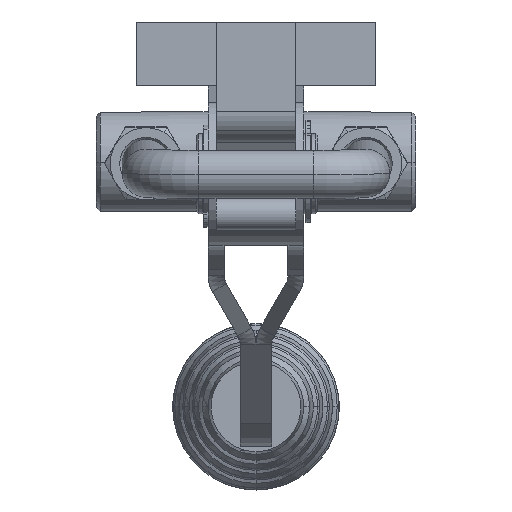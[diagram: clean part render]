
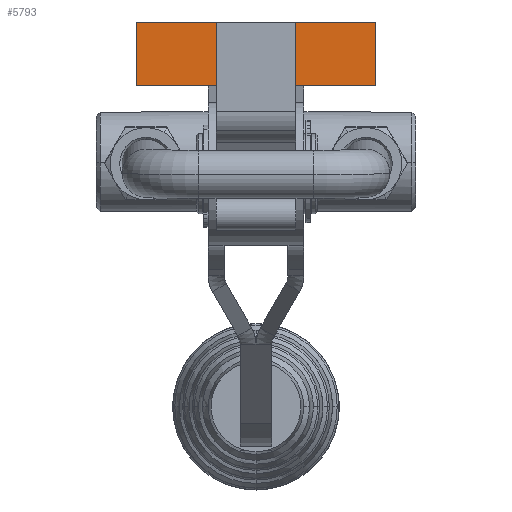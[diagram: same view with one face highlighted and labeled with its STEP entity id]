
A CAD part, left-side view. The second image highlights one B-rep face of the part: STEP entity #5793.
In plain terms, the highlighted planar face has unit normal (-1, 0, 0).
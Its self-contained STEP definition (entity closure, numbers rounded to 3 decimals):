
#5357=CARTESIAN_POINT('',(15.71,43.26,9.));
#5358=VERTEX_POINT('',#5357);
#5365=CARTESIAN_POINT('',(15.71,43.26,3.));
#5366=VERTEX_POINT('',#5365);
#5367=CARTESIAN_POINT('',(15.71,43.26,3.));
#5368=DIRECTION('',(0.0,0.0,1.0));
#5369=VECTOR('',#5368,6.);
#5370=LINE('',#5367,#5369);
#5371=EDGE_CURVE('',#5366,#5358,#5370,.T.);
#5496=CARTESIAN_POINT('',(15.71,27.26,3.));
#5497=VERTEX_POINT('',#5496);
#5498=CARTESIAN_POINT('',(15.71,43.26,3.));
#5499=DIRECTION('',(0.0,-1.0,0.0));
#5500=VECTOR('',#5499,16.0);
#5501=LINE('',#5498,#5500);
#5502=EDGE_CURVE('',#5366,#5497,#5501,.T.);
#5535=CARTESIAN_POINT('',(15.71,27.26,9.));
#5536=VERTEX_POINT('',#5535);
#5537=CARTESIAN_POINT('',(15.71,27.26,3.));
#5538=DIRECTION('',(0.0,0.0,1.0));
#5539=VECTOR('',#5538,6.);
#5540=LINE('',#5537,#5539);
#5541=EDGE_CURVE('',#5497,#5536,#5540,.T.);
#5563=CARTESIAN_POINT('',(15.71,27.26,9.));
#5564=DIRECTION('',(0.0,1.0,0.0));
#5565=VECTOR('',#5564,16.);
#5566=LINE('',#5563,#5565);
#5567=EDGE_CURVE('',#5536,#5358,#5566,.T.);
#5587=CARTESIAN_POINT('',(15.71,5.26,-2.));
#5588=VERTEX_POINT('',#5587);
#5595=CARTESIAN_POINT('',(15.71,65.26,-2.));
#5596=VERTEX_POINT('',#5595);
#5597=CARTESIAN_POINT('',(15.71,65.26,-2.));
#5598=DIRECTION('',(0.0,-1.0,0.0));
#5599=VECTOR('',#5598,60.);
#5600=LINE('',#5597,#5599);
#5601=EDGE_CURVE('',#5596,#5588,#5600,.T.);
#5687=CARTESIAN_POINT('',(15.71,5.26,14.));
#5688=VERTEX_POINT('',#5687);
#5703=CARTESIAN_POINT('',(15.71,65.26,14.));
#5704=VERTEX_POINT('',#5703);
#5711=CARTESIAN_POINT('',(15.71,5.26,14.));
#5712=DIRECTION('',(0.0,1.0,0.0));
#5713=VECTOR('',#5712,60.);
#5714=LINE('',#5711,#5713);
#5715=EDGE_CURVE('',#5688,#5704,#5714,.T.);
#5733=CARTESIAN_POINT('',(15.71,5.26,14.));
#5734=DIRECTION('',(0.0,0.0,-1.0));
#5735=VECTOR('',#5734,16.0);
#5736=LINE('',#5733,#5735);
#5737=EDGE_CURVE('',#5688,#5588,#5736,.T.);
#5748=CARTESIAN_POINT('',(15.71,65.26,14.));
#5749=DIRECTION('',(0.0,0.0,-1.0));
#5750=VECTOR('',#5749,16.0);
#5751=LINE('',#5748,#5750);
#5752=EDGE_CURVE('',#5704,#5596,#5751,.T.);
#5776=CARTESIAN_POINT('',(15.71,65.26,14.));
#5777=DIRECTION('',(-1.0,0.0,0.0));
#5778=DIRECTION('',(0.0,0.0,-1.0));
#5779=AXIS2_PLACEMENT_3D('',#5776,#5777,#5778);
#5780=PLANE('',#5779);
#5781=ORIENTED_EDGE('',*,*,#5601,.T.);
#5782=ORIENTED_EDGE('',*,*,#5737,.F.);
#5783=ORIENTED_EDGE('',*,*,#5715,.T.);
#5784=ORIENTED_EDGE('',*,*,#5752,.T.);
#5785=EDGE_LOOP('',(#5781,#5782,#5783,#5784));
#5786=FACE_OUTER_BOUND('',#5785,.T.);
#5787=ORIENTED_EDGE('',*,*,#5567,.F.);
#5788=ORIENTED_EDGE('',*,*,#5541,.F.);
#5789=ORIENTED_EDGE('',*,*,#5502,.F.);
#5790=ORIENTED_EDGE('',*,*,#5371,.T.);
#5791=EDGE_LOOP('',(#5787,#5788,#5789,#5790));
#5792=FACE_BOUND('',#5791,.T.);
#5793=ADVANCED_FACE('',(#5786,#5792),#5780,.T.);
